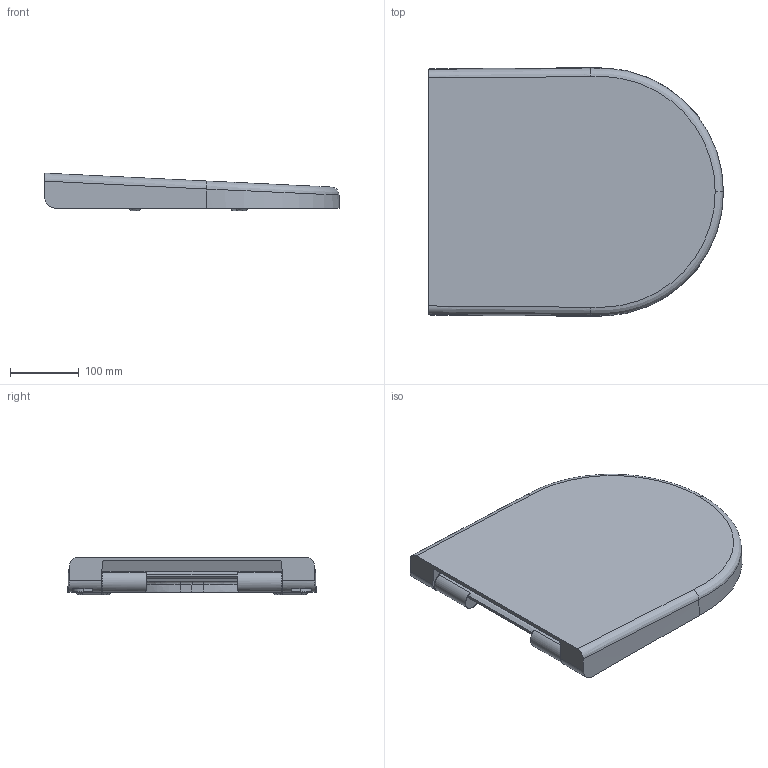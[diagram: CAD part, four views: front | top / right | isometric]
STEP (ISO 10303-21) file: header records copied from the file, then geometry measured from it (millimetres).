
FILE_DESCRIPTION(/* description */ (''),/* implementation_level */ '2;1');
FILE_NAME(/* name */ 'A0302.stp',/* time_stamp */ '2021-01-05T16:12:41+03:00',/* author */ (''),/* organization */ (''),/* preprocessor_version */ 'ST-DEVELOPER v16',/* originating_system */ 'SIEMENS PLM Software NX 11.0',/* authorisation */ '');
FILE_SCHEMA (('AUTOMOTIVE_DESIGN { 1 0 10303 214 3 1 1 1 }'));
Length unit declared in the file: millimetre
Products named in the file (1): CAN149894BFg5gc
Bounding box: 428.29 x 360.8 x 54.8 mm (x, y, z)
Volume: 1593707.4 mm3; surface area: 594451.3 mm2
Topology: 2 solids, 2 shells, 258 faces, 694 edges, 444 vertices
Faces by surface type: bspline 134, plane 54, cylinder 42, extrusion 24, torus 4
Full cylindrical faces by diameter (mm): 12 x2
Entity records: 18409 total; most frequent: CARTESIAN_POINT 13205, ORIENTED_EDGE 1372, EDGE_CURVE 686, DIRECTION 619, VERTEX_POINT 442, B_SPLINE_CURVE_WITH_KNOTS 409, EDGE_LOOP 270, ADVANCED_FACE 258
